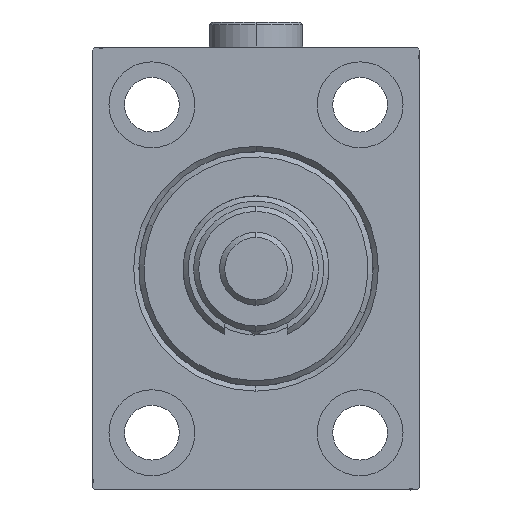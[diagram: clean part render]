
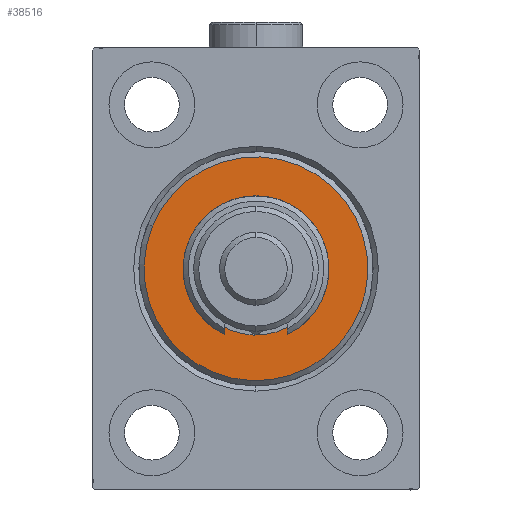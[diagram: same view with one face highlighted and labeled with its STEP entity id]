
A CAD part, left-side view. The second image highlights one B-rep face of the part: STEP entity #38516.
In plain terms, the highlighted face is planar.
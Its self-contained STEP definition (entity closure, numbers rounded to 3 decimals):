
#209 = CARTESIAN_POINT ( 'NONE',  ( 3., 0., 0. ) ) ;
#543 = CARTESIAN_POINT ( 'NONE',  ( 3., 0., 12.75 ) ) ;
#3005 = CARTESIAN_POINT ( 'NONE',  ( 3., 0., -12.75 ) ) ;
#3204 = FACE_OUTER_BOUND ( 'NONE', #9437, .T. ) ;
#5403 = EDGE_CURVE ( 'NONE', #11330, #39824, #37984, .T. ) ;
#6352 = DIRECTION ( 'NONE',  ( 1., 0., 0. ) ) ;
#6678 = EDGE_CURVE ( 'NONE', #39824, #11330, #20168, .T. ) ;
#7735 = AXIS2_PLACEMENT_3D ( 'NONE', #19455, #12170, #45723 ) ;
#9437 = EDGE_LOOP ( 'NONE', ( #18431, #38157 ) ) ;
#9963 = DIRECTION ( 'NONE',  ( 0., 0., -1. ) ) ;
#10104 = AXIS2_PLACEMENT_3D ( 'NONE', #209, #11342, #25691 ) ;
#10465 = VERTEX_POINT ( 'NONE', #543 ) ;
#11330 = VERTEX_POINT ( 'NONE', #20945 ) ;
#11342 = DIRECTION ( 'NONE',  ( 1., 0., 0. ) ) ;
#12170 = DIRECTION ( 'NONE',  ( 1., 0., 0. ) ) ;
#12656 = AXIS2_PLACEMENT_3D ( 'NONE', #46516, #39695, #24388 ) ;
#14942 = EDGE_CURVE ( 'NONE', #36499, #10465, #35645, .T. ) ;
#18431 = ORIENTED_EDGE ( 'NONE', *, *, #6678, .T. ) ;
#19455 = CARTESIAN_POINT ( 'NONE',  ( 3., 0., 0. ) ) ;
#20168 = CIRCLE ( 'NONE', #10104, 21.5 ) ;
#20356 = EDGE_CURVE ( 'NONE', #10465, #36499, #32868, .T. ) ;
#20945 = CARTESIAN_POINT ( 'NONE',  ( 3., 0., -21.5 ) ) ;
#24388 = DIRECTION ( 'NONE',  ( 0., 0., -1. ) ) ;
#25054 = PLANE ( 'NONE',  #45620 ) ;
#25533 = DIRECTION ( 'NONE',  ( 0., 0., -1. ) ) ;
#25691 = DIRECTION ( 'NONE',  ( 0., 0., -1. ) ) ;
#31533 = ORIENTED_EDGE ( 'NONE', *, *, #20356, .T. ) ;
#31830 = CARTESIAN_POINT ( 'NONE',  ( 3., 0., 0. ) ) ;
#32354 = CARTESIAN_POINT ( 'NONE',  ( 3., 0., 0. ) ) ;
#32868 = CIRCLE ( 'NONE', #12656, 12.75 ) ;
#35645 = CIRCLE ( 'NONE', #42654, 12.75 ) ;
#36499 = VERTEX_POINT ( 'NONE', #3005 ) ;
#37984 = CIRCLE ( 'NONE', #7735, 21.5 ) ;
#38157 = ORIENTED_EDGE ( 'NONE', *, *, #5403, .T. ) ;
#38350 = EDGE_LOOP ( 'NONE', ( #31533, #45936 ) ) ;
#38516 = ADVANCED_FACE ( 'NONE', ( #3204, #39879 ), #25054, .T. ) ;
#39695 = DIRECTION ( 'NONE',  ( -1., 0., 0. ) ) ;
#39824 = VERTEX_POINT ( 'NONE', #42236 ) ;
#39879 = FACE_BOUND ( 'NONE', #38350, .T. ) ;
#42236 = CARTESIAN_POINT ( 'NONE',  ( 3., 0., 21.5 ) ) ;
#42654 = AXIS2_PLACEMENT_3D ( 'NONE', #31830, #45944, #9963 ) ;
#45620 = AXIS2_PLACEMENT_3D ( 'NONE', #32354, #6352, #25533 ) ;
#45723 = DIRECTION ( 'NONE',  ( 0., 0., -1. ) ) ;
#45936 = ORIENTED_EDGE ( 'NONE', *, *, #14942, .T. ) ;
#45944 = DIRECTION ( 'NONE',  ( -1., 0., 0. ) ) ;
#46516 = CARTESIAN_POINT ( 'NONE',  ( 3., 0., 0. ) ) ;
